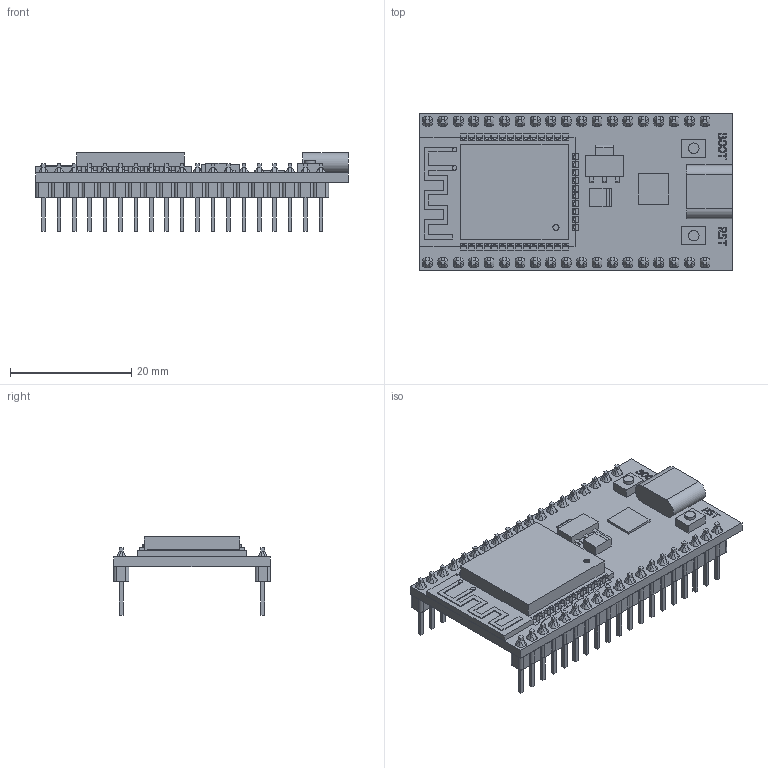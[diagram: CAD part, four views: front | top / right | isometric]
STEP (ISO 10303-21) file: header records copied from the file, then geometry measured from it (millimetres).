
FILE_DESCRIPTION(/* description */ (''),/* implementation_level */ '2;1');
FILE_NAME(/* name */ 'NodeMCU-32S-USBC-38pin-Narrow.step',/* time_stamp */ '2025-08-08T09:17:18+10:00',/* author */ (''),/* organization */ (''),/* preprocessor_version */ 'ST-DEVELOPER v20.1',/* originating_system */ 'Autodesk Translation Framework v14.10.0.0',/* authorisation */ '');
FILE_SCHEMA (('AUTOMOTIVE_DESIGN { 1 0 10303 214 3 1 1 }'));
Length unit declared in the file: millimetre
Products named in the file (1): NodeMCU-32S-USBC-38pin-Narrow
Bounding box: 51.5 x 25.85 x 12.9 mm (x, y, z)
Volume: 3600.4 mm3; surface area: 7417.4 mm2
Topology: 49 solids, 49 shells, 1856 faces, 4672 edges, 3008 vertices
Faces by surface type: plane 1324, cylinder 287, bspline 245
Full cylindrical faces by diameter (mm): 1 x1, 1.75 x2
Entity records: 58281 total; most frequent: CARTESIAN_POINT 13075, ORIENTED_EDGE 9344, DIRECTION 8471, EDGE_CURVE 4672, LINE 3867, VECTOR 3867, VERTEX_POINT 3008, AXIS2_PLACEMENT_3D 2302
